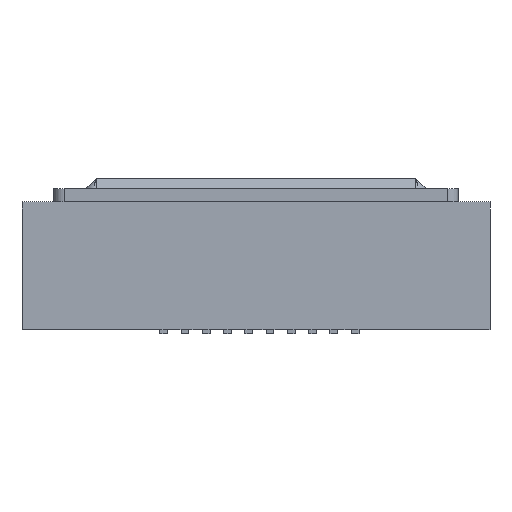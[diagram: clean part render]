
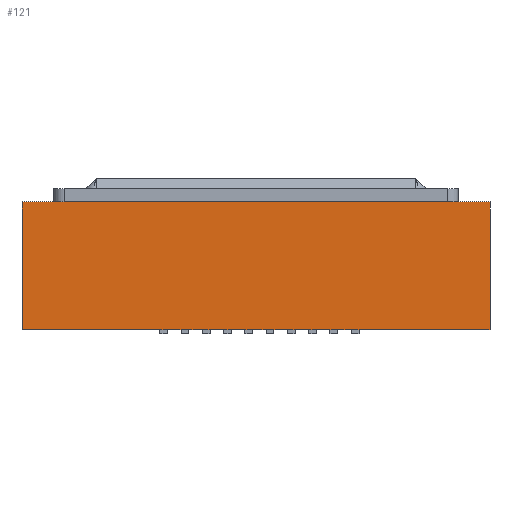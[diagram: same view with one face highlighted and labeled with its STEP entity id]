
A CAD part, left-side view. The second image highlights one B-rep face of the part: STEP entity #121.
In plain terms, the highlighted planar face has unit normal (-1, 0, 0).
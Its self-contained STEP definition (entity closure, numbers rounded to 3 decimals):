
#121=ADVANCED_FACE('',(#1441),#1443,.T.);
#1441=FACE_BOUND('',#1442,.T.);
#1442=EDGE_LOOP('',(#2564,#2565,#2566,#2567,#2568,#2569,#2570,#2571,#2572,#2573,
#2574,#2575,#2576,#2577,#2578,#2579,#2580,#2581,#2582,#2583,#2584,#2585,#2586,#2587));
#1443=PLANE('',#1444);
#1444=AXIS2_PLACEMENT_3D('',#1445,#1446,#1447);
#1445=CARTESIAN_POINT('',(-13.5,11.,0.2));
#1446=DIRECTION('',(-1.,0.,0.));
#1447=DIRECTION('',(0.,-1.,0.));
#2564=ORIENTED_EDGE('',*,*,#3314,.F.);
#2565=ORIENTED_EDGE('',*,*,#3205,.T.);
#2566=ORIENTED_EDGE('',*,*,#3313,.T.);
#2567=ORIENTED_EDGE('',*,*,#3315,.F.);
#2568=ORIENTED_EDGE('',*,*,#3316,.F.);
#2569=ORIENTED_EDGE('',*,*,#3245,.T.);
#2570=ORIENTED_EDGE('',*,*,#3317,.F.);
#2571=ORIENTED_EDGE('',*,*,#3241,.T.);
#2572=ORIENTED_EDGE('',*,*,#3318,.F.);
#2573=ORIENTED_EDGE('',*,*,#3237,.T.);
#2574=ORIENTED_EDGE('',*,*,#3319,.F.);
#2575=ORIENTED_EDGE('',*,*,#3233,.T.);
#2576=ORIENTED_EDGE('',*,*,#3320,.F.);
#2577=ORIENTED_EDGE('',*,*,#3229,.T.);
#2578=ORIENTED_EDGE('',*,*,#3321,.F.);
#2579=ORIENTED_EDGE('',*,*,#3225,.T.);
#2580=ORIENTED_EDGE('',*,*,#3322,.F.);
#2581=ORIENTED_EDGE('',*,*,#3221,.T.);
#2582=ORIENTED_EDGE('',*,*,#3323,.F.);
#2583=ORIENTED_EDGE('',*,*,#3217,.T.);
#2584=ORIENTED_EDGE('',*,*,#3324,.F.);
#2585=ORIENTED_EDGE('',*,*,#3213,.T.);
#2586=ORIENTED_EDGE('',*,*,#3325,.F.);
#2587=ORIENTED_EDGE('',*,*,#3209,.T.);
#3205=EDGE_CURVE('',#3594,#3592,#3595,.T.);
#3209=EDGE_CURVE('',#3602,#3600,#3603,.T.);
#3213=EDGE_CURVE('',#3610,#3608,#3611,.T.);
#3217=EDGE_CURVE('',#3618,#3616,#3619,.T.);
#3221=EDGE_CURVE('',#3626,#3624,#3627,.T.);
#3225=EDGE_CURVE('',#3634,#3632,#3635,.T.);
#3229=EDGE_CURVE('',#3642,#3640,#3643,.T.);
#3233=EDGE_CURVE('',#3650,#3648,#3651,.T.);
#3237=EDGE_CURVE('',#3658,#3656,#3659,.T.);
#3241=EDGE_CURVE('',#3666,#3664,#3667,.T.);
#3245=EDGE_CURVE('',#3674,#3672,#3675,.T.);
#3313=EDGE_CURVE('',#3592,#3792,#3794,.T.);
#3314=EDGE_CURVE('',#3594,#3600,#3795,.F.);
#3315=EDGE_CURVE('',#3796,#3792,#3797,.T.);
#3316=EDGE_CURVE('',#3674,#3796,#3798,.T.);
#3317=EDGE_CURVE('',#3666,#3672,#3799,.F.);
#3318=EDGE_CURVE('',#3658,#3664,#3800,.F.);
#3319=EDGE_CURVE('',#3650,#3656,#3801,.F.);
#3320=EDGE_CURVE('',#3642,#3648,#3802,.F.);
#3321=EDGE_CURVE('',#3634,#3640,#3803,.F.);
#3322=EDGE_CURVE('',#3626,#3632,#3804,.F.);
#3323=EDGE_CURVE('',#3618,#3624,#3805,.F.);
#3324=EDGE_CURVE('',#3610,#3616,#3806,.F.);
#3325=EDGE_CURVE('',#3602,#3608,#3807,.F.);
#3592=VERTEX_POINT('',#4223);
#3594=VERTEX_POINT('',#4227);
#3595=LINE('',#4228,#4229);
#3600=VERTEX_POINT('',#4239);
#3602=VERTEX_POINT('',#4243);
#3603=LINE('',#4244,#4245);
#3608=VERTEX_POINT('',#4255);
#3610=VERTEX_POINT('',#4259);
#3611=LINE('',#4260,#4261);
#3616=VERTEX_POINT('',#4271);
#3618=VERTEX_POINT('',#4275);
#3619=LINE('',#4276,#4277);
#3624=VERTEX_POINT('',#4287);
#3626=VERTEX_POINT('',#4291);
#3627=LINE('',#4292,#4293);
#3632=VERTEX_POINT('',#4303);
#3634=VERTEX_POINT('',#4307);
#3635=LINE('',#4308,#4309);
#3640=VERTEX_POINT('',#4319);
#3642=VERTEX_POINT('',#4323);
#3643=LINE('',#4324,#4325);
#3648=VERTEX_POINT('',#4335);
#3650=VERTEX_POINT('',#4339);
#3651=LINE('',#4340,#4341);
#3656=VERTEX_POINT('',#4351);
#3658=VERTEX_POINT('',#4355);
#3659=LINE('',#4356,#4357);
#3664=VERTEX_POINT('',#4367);
#3666=VERTEX_POINT('',#4371);
#3667=LINE('',#4372,#4373);
#3672=VERTEX_POINT('',#4383);
#3674=VERTEX_POINT('',#4387);
#3675=LINE('',#4388,#4389);
#3792=VERTEX_POINT('',#4639);
#3794=LINE('',#4643,#4644);
#3795=LINE('',#4646,#4647);
#3796=VERTEX_POINT('',#4649);
#3797=LINE('',#4650,#4651);
#3798=LINE('',#4653,#4654);
#3799=LINE('',#4656,#4657);
#3800=LINE('',#4659,#4660);
#3801=LINE('',#4662,#4663);
#3802=LINE('',#4665,#4666);
#3803=LINE('',#4668,#4669);
#3804=LINE('',#4671,#4672);
#3805=LINE('',#4674,#4675);
#3806=LINE('',#4677,#4678);
#3807=LINE('',#4680,#4681);
#4223=CARTESIAN_POINT('',(-13.5,-11.,0.2));
#4227=CARTESIAN_POINT('',(-13.5,-4.845,0.2));
#4228=CARTESIAN_POINT('',(-13.5,-4.845,0.2));
#4229=VECTOR('',#4230,1.);
#4230=DIRECTION('',(0.,-1.,0.));
#4239=CARTESIAN_POINT('',(-13.5,-4.475,0.2));
#4243=CARTESIAN_POINT('',(-13.5,-3.845,0.2));
#4244=CARTESIAN_POINT('',(-13.5,-3.845,0.2));
#4245=VECTOR('',#4246,1.);
#4246=DIRECTION('',(0.,-1.,0.));
#4255=CARTESIAN_POINT('',(-13.5,-3.475,0.2));
#4259=CARTESIAN_POINT('',(-13.5,-2.845,0.2));
#4260=CARTESIAN_POINT('',(-13.5,-2.845,0.2));
#4261=VECTOR('',#4262,1.);
#4262=DIRECTION('',(0.,-1.,0.));
#4271=CARTESIAN_POINT('',(-13.5,-2.475,0.2));
#4275=CARTESIAN_POINT('',(-13.5,-1.845,0.2));
#4276=CARTESIAN_POINT('',(-13.5,-1.845,0.2));
#4277=VECTOR('',#4278,1.);
#4278=DIRECTION('',(0.,-1.,0.));
#4287=CARTESIAN_POINT('',(-13.5,-1.475,0.2));
#4291=CARTESIAN_POINT('',(-13.5,-0.845,0.2));
#4292=CARTESIAN_POINT('',(-13.5,-0.845,0.2));
#4293=VECTOR('',#4294,1.);
#4294=DIRECTION('',(0.,-1.,0.));
#4303=CARTESIAN_POINT('',(-13.5,-0.475,0.2));
#4307=CARTESIAN_POINT('',(-13.5,0.155,0.2));
#4308=CARTESIAN_POINT('',(-13.5,0.155,0.2));
#4309=VECTOR('',#4310,1.);
#4310=DIRECTION('',(0.,-1.,0.));
#4319=CARTESIAN_POINT('',(-13.5,0.525,0.2));
#4323=CARTESIAN_POINT('',(-13.5,1.155,0.2));
#4324=CARTESIAN_POINT('',(-13.5,1.155,0.2));
#4325=VECTOR('',#4326,1.);
#4326=DIRECTION('',(0.,-1.,0.));
#4335=CARTESIAN_POINT('',(-13.5,1.525,0.2));
#4339=CARTESIAN_POINT('',(-13.5,2.155,0.2));
#4340=CARTESIAN_POINT('',(-13.5,2.155,0.2));
#4341=VECTOR('',#4342,1.);
#4342=DIRECTION('',(0.,-1.,0.));
#4351=CARTESIAN_POINT('',(-13.5,2.525,0.2));
#4355=CARTESIAN_POINT('',(-13.5,3.155,0.2));
#4356=CARTESIAN_POINT('',(-13.5,3.155,0.2));
#4357=VECTOR('',#4358,1.);
#4358=DIRECTION('',(0.,-1.,0.));
#4367=CARTESIAN_POINT('',(-13.5,3.525,0.2));
#4371=CARTESIAN_POINT('',(-13.5,4.155,0.2));
#4372=CARTESIAN_POINT('',(-13.5,4.155,0.2));
#4373=VECTOR('',#4374,1.);
#4374=DIRECTION('',(0.,-1.,0.));
#4383=CARTESIAN_POINT('',(-13.5,4.525,0.2));
#4387=CARTESIAN_POINT('',(-13.5,11.,0.2));
#4388=CARTESIAN_POINT('',(-13.5,11.,0.2));
#4389=VECTOR('',#4390,1.);
#4390=DIRECTION('',(0.,-1.,0.));
#4639=CARTESIAN_POINT('',(-13.5,-11.,6.2));
#4643=CARTESIAN_POINT('',(-13.5,-11.,0.2));
#4644=VECTOR('',#4645,1.);
#4645=DIRECTION('',(0.,0.,1.));
#4646=CARTESIAN_POINT('',(-13.5,-4.475,0.2));
#4647=VECTOR('',#4648,1.);
#4648=DIRECTION('',(0.,-1.,0.));
#4649=CARTESIAN_POINT('',(-13.5,11.,6.2));
#4650=CARTESIAN_POINT('',(-13.5,11.,6.2));
#4651=VECTOR('',#4652,1.);
#4652=DIRECTION('',(0.,-1.,0.));
#4653=CARTESIAN_POINT('',(-13.5,11.,0.2));
#4654=VECTOR('',#4655,1.);
#4655=DIRECTION('',(0.,0.,1.));
#4656=CARTESIAN_POINT('',(-13.5,4.525,0.2));
#4657=VECTOR('',#4658,1.);
#4658=DIRECTION('',(0.,-1.,0.));
#4659=CARTESIAN_POINT('',(-13.5,3.525,0.2));
#4660=VECTOR('',#4661,1.);
#4661=DIRECTION('',(0.,-1.,0.));
#4662=CARTESIAN_POINT('',(-13.5,2.525,0.2));
#4663=VECTOR('',#4664,1.);
#4664=DIRECTION('',(0.,-1.,0.));
#4665=CARTESIAN_POINT('',(-13.5,1.525,0.2));
#4666=VECTOR('',#4667,1.);
#4667=DIRECTION('',(0.,-1.,0.));
#4668=CARTESIAN_POINT('',(-13.5,0.525,0.2));
#4669=VECTOR('',#4670,1.);
#4670=DIRECTION('',(0.,-1.,0.));
#4671=CARTESIAN_POINT('',(-13.5,-0.475,0.2));
#4672=VECTOR('',#4673,1.);
#4673=DIRECTION('',(0.,-1.,0.));
#4674=CARTESIAN_POINT('',(-13.5,-1.475,0.2));
#4675=VECTOR('',#4676,1.);
#4676=DIRECTION('',(0.,-1.,0.));
#4677=CARTESIAN_POINT('',(-13.5,-2.475,0.2));
#4678=VECTOR('',#4679,1.);
#4679=DIRECTION('',(0.,-1.,0.));
#4680=CARTESIAN_POINT('',(-13.5,-3.475,0.2));
#4681=VECTOR('',#4682,1.);
#4682=DIRECTION('',(0.,-1.,0.));
